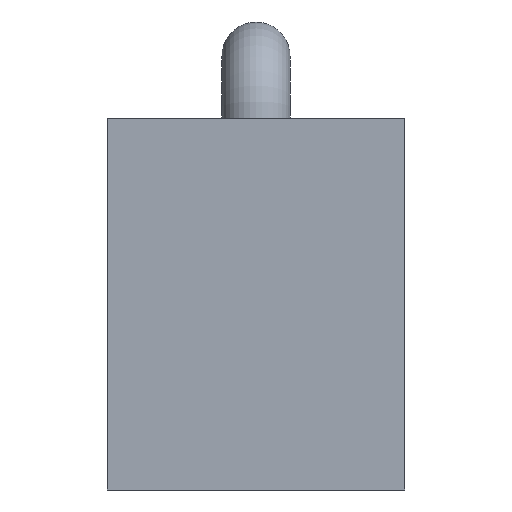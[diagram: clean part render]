
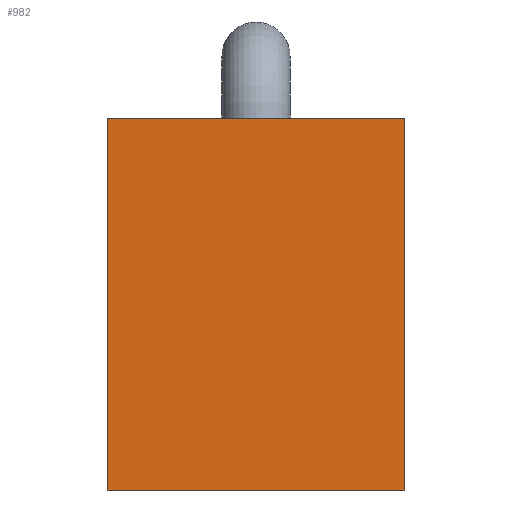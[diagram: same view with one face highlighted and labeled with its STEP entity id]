
A CAD part, left-side view. The second image highlights one B-rep face of the part: STEP entity #982.
In plain terms, the highlighted planar face has unit normal (-1, 0, 0).
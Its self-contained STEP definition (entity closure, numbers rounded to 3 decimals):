
#38=LINE('',#1298,#106);
#41=LINE('',#1304,#109);
#42=LINE('',#1306,#110);
#43=LINE('',#1308,#111);
#106=VECTOR('',#1100,1000.);
#109=VECTOR('',#1105,1000.);
#110=VECTOR('',#1106,1000.);
#111=VECTOR('',#1107,1000.);
#179=ORIENTED_EDGE('',*,*,#361,.T.);
#180=ORIENTED_EDGE('',*,*,#362,.F.);
#181=ORIENTED_EDGE('',*,*,#363,.F.);
#182=ORIENTED_EDGE('',*,*,#358,.T.);
#358=EDGE_CURVE('',#450,#449,#38,.T.);
#361=EDGE_CURVE('',#449,#452,#41,.T.);
#362=EDGE_CURVE('',#453,#452,#42,.T.);
#363=EDGE_CURVE('',#450,#453,#43,.T.);
#449=VERTEX_POINT('',#1297);
#450=VERTEX_POINT('',#1299);
#452=VERTEX_POINT('',#1305);
#453=VERTEX_POINT('',#1307);
#539=EDGE_LOOP('',(#179,#180,#181,#182));
#605=FACE_BOUND('',#539,.T.);
#669=PLANE('',#1030);
#982=ADVANCED_FACE('',(#605),#669,.F.);
#1030=AXIS2_PLACEMENT_3D('',#1303,#1103,#1104);
#1100=DIRECTION('',(0.,0.,-1.));
#1103=DIRECTION('',(1.,0.,0.));
#1104=DIRECTION('',(0.,0.,-1.));
#1105=DIRECTION('',(0.,-1.,0.));
#1106=DIRECTION('',(0.,0.,-1.));
#1107=DIRECTION('',(0.,-1.,0.));
#1297=CARTESIAN_POINT('',(-65.,12.,-15.));
#1298=CARTESIAN_POINT('',(-65.,12.,15.));
#1299=CARTESIAN_POINT('',(-65.,12.,15.));
#1303=CARTESIAN_POINT('',(-65.,12.,15.));
#1304=CARTESIAN_POINT('',(-65.,12.,-15.));
#1305=CARTESIAN_POINT('',(-65.,-12.,-15.));
#1306=CARTESIAN_POINT('',(-65.,-12.,15.));
#1307=CARTESIAN_POINT('',(-65.,-12.,15.));
#1308=CARTESIAN_POINT('',(-65.,12.,15.));
